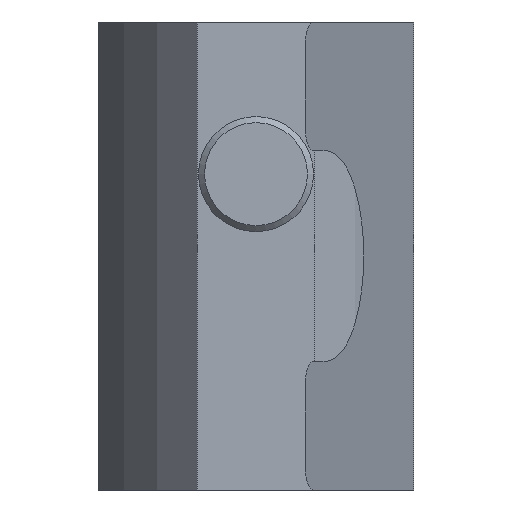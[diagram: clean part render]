
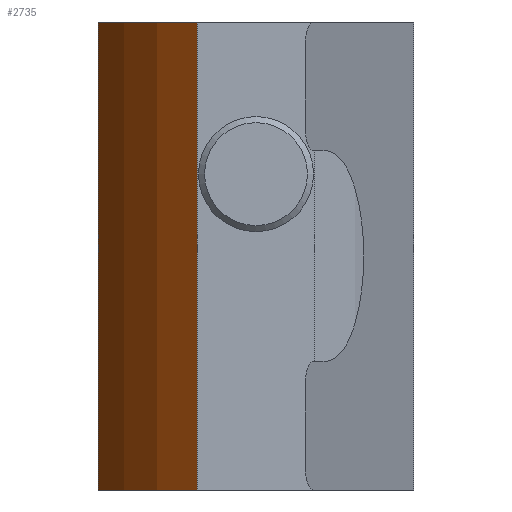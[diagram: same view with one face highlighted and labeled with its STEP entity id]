
A CAD part, front view. The second image highlights one B-rep face of the part: STEP entity #2735.
In plain terms, the highlighted cylindrical face has radius 20 mm (diameter 40 mm), a partial arc.
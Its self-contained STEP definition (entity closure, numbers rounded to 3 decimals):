
#191=FACE_OUTER_BOUND('',#330,.T.);
#330=EDGE_LOOP('',(#1827,#1828,#1829,#1830));
#471=CIRCLE('',#2898,20.);
#473=CIRCLE('',#2903,20.);
#707=LINE('',#14999,#880);
#708=LINE('',#15003,#881);
#880=VECTOR('',#3127,10.);
#881=VECTOR('',#3132,10.);
#1091=VERTEX_POINT('',#14983);
#1092=VERTEX_POINT('',#14985);
#1096=VERTEX_POINT('',#14997);
#1097=VERTEX_POINT('',#15001);
#1382=EDGE_CURVE('',#1092,#1091,#471,.T.);
#1389=EDGE_CURVE('',#1096,#1091,#707,.T.);
#1390=EDGE_CURVE('',#1096,#1097,#473,.T.);
#1391=EDGE_CURVE('',#1097,#1092,#708,.T.);
#1827=ORIENTED_EDGE('',*,*,#1390,.T.);
#1828=ORIENTED_EDGE('',*,*,#1391,.T.);
#1829=ORIENTED_EDGE('',*,*,#1382,.T.);
#1830=ORIENTED_EDGE('',*,*,#1389,.F.);
#2571=CYLINDRICAL_SURFACE('',#2902,20.);
#2735=ADVANCED_FACE('',(#191),#2571,.T.);
#2898=AXIS2_PLACEMENT_3D('',#14986,#3114,#3115);
#2902=AXIS2_PLACEMENT_3D('',#15000,#3128,#3129);
#2903=AXIS2_PLACEMENT_3D('',#15002,#3130,#3131);
#3114=DIRECTION('center_axis',(0.,0.,-1.));
#3115=DIRECTION('ref_axis',(0.721,0.693,0.));
#3127=DIRECTION('',(0.,0.,1.));
#3128=DIRECTION('center_axis',(0.,0.,-1.));
#3129=DIRECTION('ref_axis',(0.721,0.693,0.));
#3130=DIRECTION('center_axis',(0.,0.,1.));
#3131=DIRECTION('ref_axis',(0.721,0.693,0.));
#3132=DIRECTION('',(0.,0.,1.));
#14983=CARTESIAN_POINT('',(-6.75,-2.6,6.5));
#14985=CARTESIAN_POINT('',(-2.5,-9.3,6.5));
#14986=CARTESIAN_POINT('Origin',(11.928,4.55,6.5));
#14997=CARTESIAN_POINT('',(-6.75,-2.6,-13.5));
#14999=CARTESIAN_POINT('',(-6.75,-2.6,-3.5));
#15000=CARTESIAN_POINT('Origin',(11.928,4.55,-3.5));
#15001=CARTESIAN_POINT('',(-2.5,-9.3,-13.5));
#15002=CARTESIAN_POINT('Origin',(11.928,4.55,-13.5));
#15003=CARTESIAN_POINT('',(-2.5,-9.3,-3.5));
